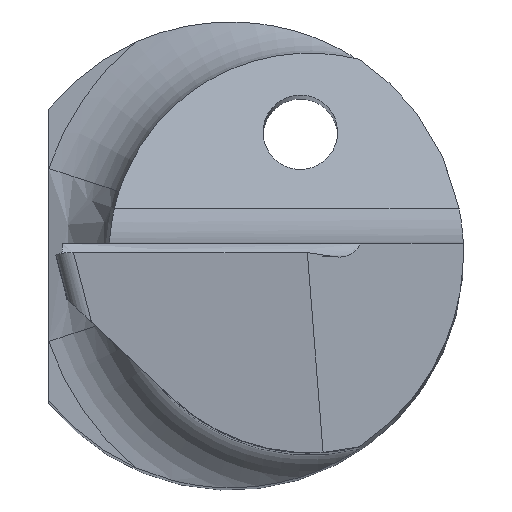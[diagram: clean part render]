
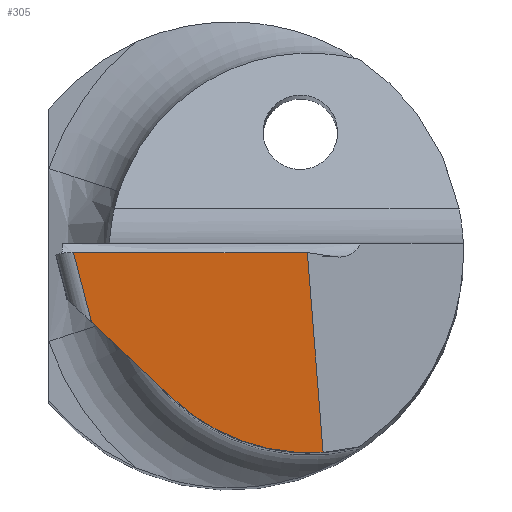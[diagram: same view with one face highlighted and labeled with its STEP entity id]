
A CAD part, top view. The second image highlights one B-rep face of the part: STEP entity #305.
In plain terms, the highlighted planar face has unit normal (0.138, -0.139, 0.981).
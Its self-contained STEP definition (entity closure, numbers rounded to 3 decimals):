
#16 = CARTESIAN_POINT ( 'NONE',  ( -1.492, -0.745, 29.866 ) ) ;
#24 = EDGE_CURVE ( 'NONE', #428, #72, #701, .T. ) ;
#26 = CARTESIAN_POINT ( 'NONE',  ( 0.817, 0.1, 29.661 ) ) ;
#49 = VERTEX_POINT ( 'NONE', #691 ) ;
#52 = VERTEX_POINT ( 'NONE', #695 ) ;
#72 = VERTEX_POINT ( 'NONE', #195 ) ;
#94 = CARTESIAN_POINT ( 'NONE',  ( -1.731, 0.174, 30.03 ) ) ;
#97 = DIRECTION ( 'NONE',  ( -0.078, 0.986, 0.151 ) ) ;
#104 = ORIENTED_EDGE ( 'NONE', *, *, #908, .T. ) ;
#146 = VECTOR ( 'NONE', #424, 1000. ) ;
#162 = ORIENTED_EDGE ( 'NONE', *, *, #768, .T. ) ;
#195 = CARTESIAN_POINT ( 'NONE',  ( -1.686, 0., 29.999 ) ) ;
#202 = DIRECTION ( 'NONE',  ( -0.99, 0., 0.139 ) ) ;
#215 = AXIS2_PLACEMENT_3D ( 'NONE', #667, #506, #967 ) ;
#241 = CARTESIAN_POINT ( 'NONE',  ( -0.618, -1.566, 29.627 ) ) ;
#243 = VERTEX_POINT ( 'NONE', #648 ) ;
#256 = DIRECTION ( 'NONE',  ( -0.247, 0.954, 0.17 ) ) ;
#305 = ADVANCED_FACE ( 'NONE', ( #360 ), #817, .T. ) ;
#337 = CARTESIAN_POINT ( 'NONE',  ( -0.678, -1.51, 29.643 ) ) ;
#342 = EDGE_LOOP ( 'NONE', ( #371, #162, #896, #104, #879 ) ) ;
#347 =( BOUNDED_CURVE ( )  B_SPLINE_CURVE ( 3, ( #241, #618, #400, #942 ),
 .UNSPECIFIED., .F., .F. ) 
 B_SPLINE_CURVE_WITH_KNOTS ( ( 4, 4 ),
 ( 4.749, 5.568 ),
 .UNSPECIFIED. ) 
 CURVE ( )  GEOMETRIC_REPRESENTATION_ITEM ( )  RATIONAL_B_SPLINE_CURVE ( ( 1., 0.945, 0.945, 1. ) ) 
 REPRESENTATION_ITEM ( '' )  );
#360 = FACE_OUTER_BOUND ( 'NONE', #342, .T. ) ;
#371 = ORIENTED_EDGE ( 'NONE', *, *, #855, .T. ) ;
#400 = CARTESIAN_POINT ( 'NONE',  ( 0.391, -2.184, 29.397 ) ) ;
#424 = DIRECTION ( 'NONE',  ( 0.715, -0.671, -0.196 ) ) ;
#428 = VERTEX_POINT ( 'NONE', #16 ) ;
#482 = VECTOR ( 'NONE', #202, 1000. ) ;
#485 = LINE ( 'NONE', #26, #593 ) ;
#506 = DIRECTION ( 'NONE',  ( 0.138, -0.139, 0.981 ) ) ;
#564 = EDGE_CURVE ( 'NONE', #243, #52, #485, .T. ) ;
#593 = VECTOR ( 'NONE', #97, 1000. ) ;
#618 = CARTESIAN_POINT ( 'NONE',  ( -0.178, -1.98, 29.506 ) ) ;
#648 = CARTESIAN_POINT ( 'NONE',  ( 0.994, -2.144, 29.318 ) ) ;
#667 = CARTESIAN_POINT ( 'NONE',  ( -1.997, 0.1, 30.057 ) ) ;
#691 = CARTESIAN_POINT ( 'NONE',  ( -0.618, -1.566, 29.627 ) ) ;
#695 = CARTESIAN_POINT ( 'NONE',  ( 0.825, 0., 29.646 ) ) ;
#701 = LINE ( 'NONE', #94, #754 ) ;
#718 = LINE ( 'NONE', #337, #146 ) ;
#754 = VECTOR ( 'NONE', #256, 1000. ) ;
#768 = EDGE_CURVE ( 'NONE', #49, #243, #347, .T. ) ;
#817 = PLANE ( 'NONE',  #215 ) ;
#855 = EDGE_CURVE ( 'NONE', #428, #49, #718, .T. ) ;
#879 = ORIENTED_EDGE ( 'NONE', *, *, #24, .F. ) ;
#880 = LINE ( 'NONE', #964, #482 ) ;
#896 = ORIENTED_EDGE ( 'NONE', *, *, #564, .T. ) ;
#908 = EDGE_CURVE ( 'NONE', #52, #72, #880, .T. ) ;
#942 = CARTESIAN_POINT ( 'NONE',  ( 0.994, -2.144, 29.318 ) ) ;
#964 = CARTESIAN_POINT ( 'NONE',  ( -1.999, 0., 30.043 ) ) ;
#967 = DIRECTION ( 'NONE',  ( 0., -0.99, -0.141 ) ) ;
